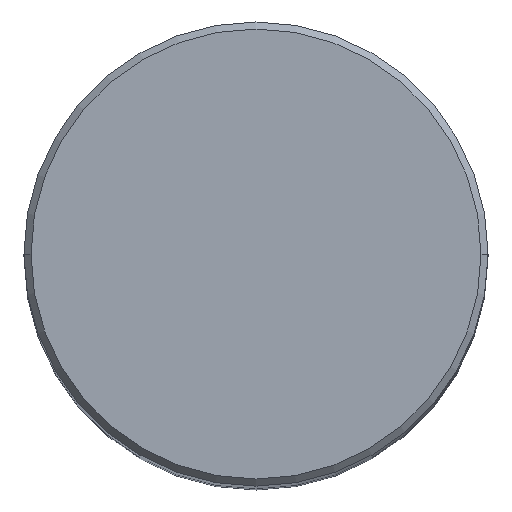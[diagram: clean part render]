
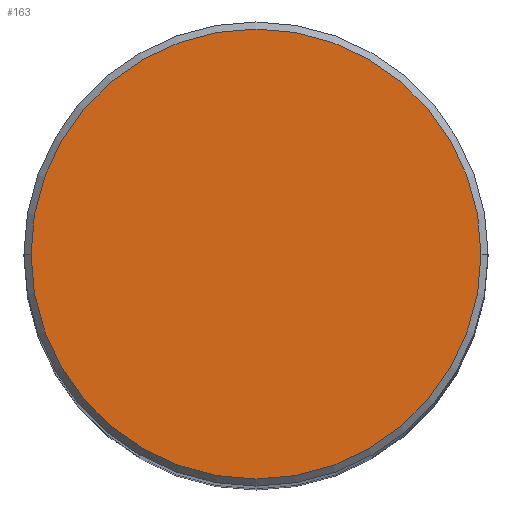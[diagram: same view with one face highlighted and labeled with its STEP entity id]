
A CAD part, top view. The second image highlights one B-rep face of the part: STEP entity #163.
In plain terms, the highlighted planar face has unit normal (0, 0, 1).
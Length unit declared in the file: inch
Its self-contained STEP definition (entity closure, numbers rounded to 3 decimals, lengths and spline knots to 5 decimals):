
#1 = ORIENTED_EDGE ( 'NONE', *, *, #299, .T. ) ;
#29 = ORIENTED_EDGE ( 'NONE', *, *, #159, .T. ) ;
#38 = DIRECTION ( 'NONE',  ( 1., 0., 0. ) ) ;
#43 = VERTEX_POINT ( 'NONE', #253 ) ;
#85 = AXIS2_PLACEMENT_3D ( 'NONE', #281, #260, #108 ) ;
#108 = DIRECTION ( 'NONE',  ( 1., 0., 0. ) ) ;
#124 = AXIS2_PLACEMENT_3D ( 'NONE', #185, #181, #38 ) ;
#129 = CARTESIAN_POINT ( 'NONE',  ( 0., 0., 5. ) ) ;
#159 = EDGE_CURVE ( 'NONE', #43, #198, #164, .T. ) ;
#163 = ADVANCED_FACE ( 'NONE', ( #179 ), #282, .T. ) ;
#164 = CIRCLE ( 'NONE', #220, 0.47713 ) ;
#179 = FACE_OUTER_BOUND ( 'NONE', #224, .T. ) ;
#181 = DIRECTION ( 'NONE',  ( 0., 0., 1. ) ) ;
#185 = CARTESIAN_POINT ( 'NONE',  ( 0., 0., 5. ) ) ;
#190 = CIRCLE ( 'NONE', #124, 0.47713 ) ;
#196 = DIRECTION ( 'NONE',  ( 0., 0., 1. ) ) ;
#198 = VERTEX_POINT ( 'NONE', #287 ) ;
#220 = AXIS2_PLACEMENT_3D ( 'NONE', #129, #196, #261 ) ;
#224 = EDGE_LOOP ( 'NONE', ( #29, #1 ) ) ;
#253 = CARTESIAN_POINT ( 'NONE',  ( -0.47713, 0., 5. ) ) ;
#260 = DIRECTION ( 'NONE',  ( 0., 0., 1. ) ) ;
#261 = DIRECTION ( 'NONE',  ( 1., 0., 0. ) ) ;
#281 = CARTESIAN_POINT ( 'NONE',  ( 0., 0., 5. ) ) ;
#282 = PLANE ( 'NONE',  #85 ) ;
#287 = CARTESIAN_POINT ( 'NONE',  ( 0.47713, 0., 5. ) ) ;
#299 = EDGE_CURVE ( 'NONE', #198, #43, #190, .T. ) ;
